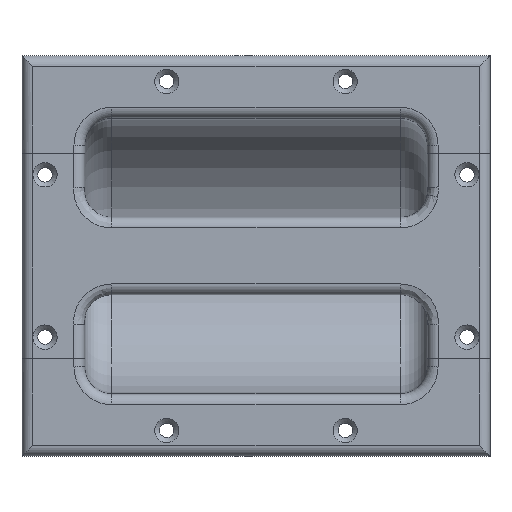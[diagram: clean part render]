
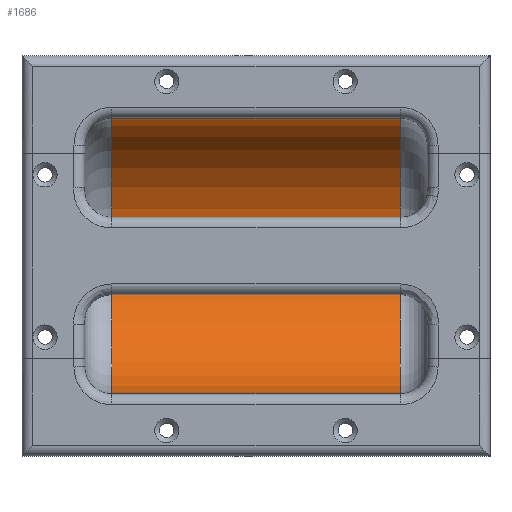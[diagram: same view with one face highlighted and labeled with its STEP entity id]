
A CAD part, top view. The second image highlights one B-rep face of the part: STEP entity #1686.
In plain terms, the highlighted cylindrical face has radius 51 mm (diameter 102 mm), a partial arc.
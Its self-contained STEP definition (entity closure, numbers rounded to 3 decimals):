
#183=FACE_OUTER_BOUND('',#294,.T.);
#294=EDGE_LOOP('',(#1374,#1375,#1376,#1377));
#382=CIRCLE('',#1857,51.);
#383=CIRCLE('',#1859,51.);
#492=LINE('',#2651,#604);
#501=LINE('',#2688,#613);
#604=VECTOR('',#2122,10.);
#613=VECTOR('',#2171,10.);
#721=VERTEX_POINT('',#2645);
#722=VERTEX_POINT('',#2649);
#729=VERTEX_POINT('',#2682);
#730=VERTEX_POINT('',#2686);
#902=EDGE_CURVE('',#722,#721,#492,.T.);
#921=EDGE_CURVE('',#730,#729,#501,.T.);
#933=EDGE_CURVE('',#729,#722,#382,.T.);
#934=EDGE_CURVE('',#721,#730,#383,.T.);
#1374=ORIENTED_EDGE('',*,*,#933,.F.);
#1375=ORIENTED_EDGE('',*,*,#921,.F.);
#1376=ORIENTED_EDGE('',*,*,#934,.F.);
#1377=ORIENTED_EDGE('',*,*,#902,.F.);
#1615=CYLINDRICAL_SURFACE('',#1908,51.);
#1686=ADVANCED_FACE('',(#183),#1615,.F.);
#1857=AXIS2_PLACEMENT_3D('',#2713,#2202,#2203);
#1859=AXIS2_PLACEMENT_3D('',#2715,#2206,#2207);
#1908=AXIS2_PLACEMENT_3D('',#2809,#2321,#2322);
#2122=DIRECTION('',(-1.,0.,0.));
#2171=DIRECTION('',(1.,0.,0.));
#2202=DIRECTION('center_axis',(-1.,0.,0.));
#2203=DIRECTION('ref_axis',(0.,0.,-1.));
#2206=DIRECTION('center_axis',(1.,0.,0.));
#2207=DIRECTION('ref_axis',(0.,0.,-1.));
#2321=DIRECTION('center_axis',(1.,0.,0.));
#2322=DIRECTION('ref_axis',(0.,1.,0.));
#2645=CARTESIAN_POINT('',(-53.3,-51.,0.));
#2649=CARTESIAN_POINT('',(53.3,-51.,0.));
#2651=CARTESIAN_POINT('',(0.,-51.,0.));
#2682=CARTESIAN_POINT('',(53.3,51.,0.));
#2686=CARTESIAN_POINT('',(-53.3,51.,0.));
#2688=CARTESIAN_POINT('',(0.,51.,0.));
#2713=CARTESIAN_POINT('Origin',(53.3,0.,0.));
#2715=CARTESIAN_POINT('Origin',(-53.3,0.,0.));
#2809=CARTESIAN_POINT('Origin',(0.,0.,0.));
